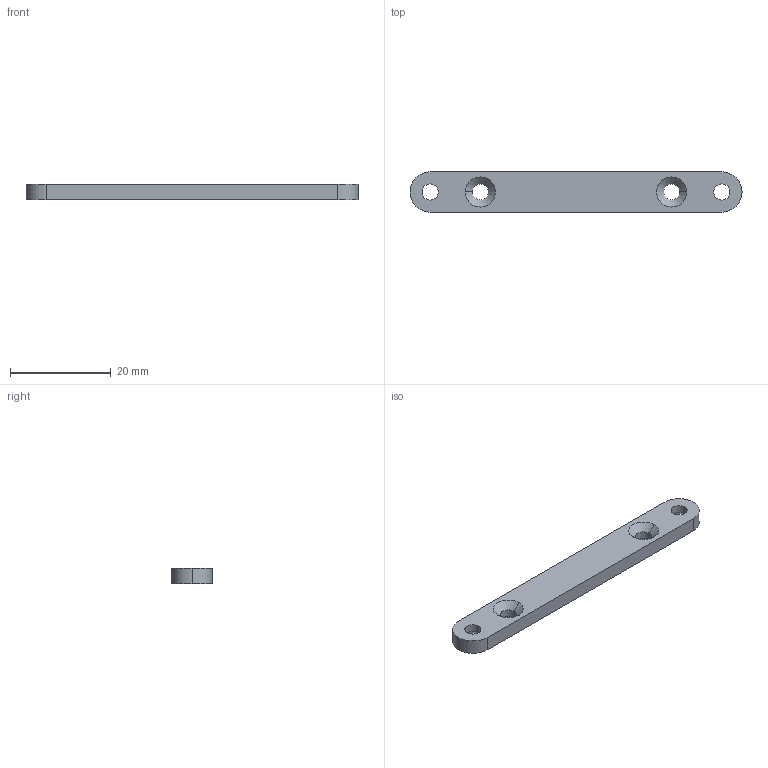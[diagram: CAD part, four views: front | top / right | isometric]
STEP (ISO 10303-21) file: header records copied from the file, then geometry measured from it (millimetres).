
FILE_DESCRIPTION (( 'STEP AP214' ), '1' );
FILE_NAME ('菁釱(躂啣).STEP', '2024-02-27T05:17:35', ( '' ), ( '' ), 'SwSTEP 2.0', 'SolidWorks 2021', '' );
FILE_SCHEMA (( 'AUTOMOTIVE_DESIGN' ));
Length unit declared in the file: millimetre
Products named in the file (1): 菁釱(躂啣)
Bounding box: 66 x 8 x 3 mm (x, y, z)
Volume: 1395.4 mm3; surface area: 1485.5 mm2
Topology: 1 solids, 1 shells, 23 faces, 55 edges, 34 vertices
Faces by surface type: cylinder 11, cone 8, plane 4
Entity records: 725 total; most frequent: DIRECTION 133, CARTESIAN_POINT 113, ORIENTED_EDGE 110, EDGE_CURVE 55, AXIS2_PLACEMENT_3D 54, VERTEX_POINT 34, EDGE_LOOP 31, CIRCLE 30
